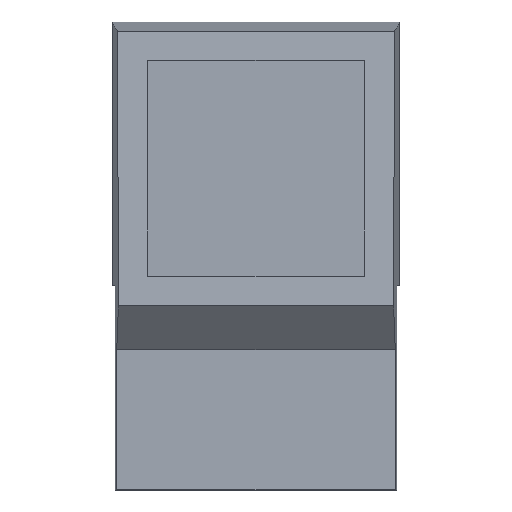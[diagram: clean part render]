
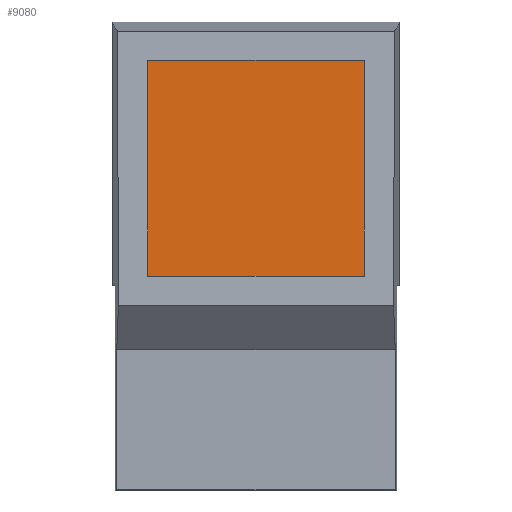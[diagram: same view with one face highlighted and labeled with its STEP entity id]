
A CAD part, top view. The second image highlights one B-rep face of the part: STEP entity #9080.
In plain terms, the highlighted planar face has unit normal (0, 0, 1).
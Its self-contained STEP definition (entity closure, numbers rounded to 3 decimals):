
#7820=CARTESIAN_POINT('',(-45.563,-41.,5.));
#7830=VERTEX_POINT('',#7820);
#7910=CARTESIAN_POINT('',(-45.563,44.,5.));
#7920=VERTEX_POINT('',#7910);
#7950=CARTESIAN_POINT('',(-45.563,0.,5.));
#7960=DIRECTION('',(0.,1.,-0.));
#7970=VECTOR('',#7960,1.);
#7980=LINE('',#7950,#7970);
#7990=EDGE_CURVE('',#7830,#7920,#7980,.T.);
#8090=CARTESIAN_POINT('',(0.,-41.,5.));
#8100=DIRECTION('',(1.,-0.,-0.));
#8110=VECTOR('',#8100,1.);
#8120=LINE('',#8090,#8110);
#8130=CARTESIAN_POINT('',(45.563,-41.,5.));
#8140=VERTEX_POINT('',#8130);
#8150=EDGE_CURVE('',#7830,#8140,#8120,.T.);
#8370=CARTESIAN_POINT('',(45.563,44.,5.));
#8380=VERTEX_POINT('',#8370);
#8410=CARTESIAN_POINT('',(43.,44.,5.));
#8420=DIRECTION('',(0.,0.,-1.));
#8430=DIRECTION('',(0.,1.,0.));
#8440=AXIS2_PLACEMENT_3D('',#8410,#8420,#8430);
#8450=CIRCLE('',#8440,2.563);
#8460=CARTESIAN_POINT('',(43.,46.563,5.));
#8470=VERTEX_POINT('',#8460);
#8480=EDGE_CURVE('',#8470,#8380,#8450,.T.);
#8660=CARTESIAN_POINT('',(-43.,46.563,5.));
#8670=DIRECTION('',(1.,0.,0.));
#8680=VECTOR('',#8670,86.);
#8690=LINE('',#8660,#8680);
#8700=CARTESIAN_POINT('',(-43.,46.563,5.));
#8710=VERTEX_POINT('',#8700);
#8720=EDGE_CURVE('',#8710,#8470,#8690,.T.);
#8840=CARTESIAN_POINT('',(0.,0.,5.));
#8850=DIRECTION('',(0.,0.,1.));
#8860=DIRECTION('',(1.,0.,0.));
#8870=AXIS2_PLACEMENT_3D('',#8840,#8850,#8860);
#8880=PLANE('',#8870);
#8890=CARTESIAN_POINT('',(45.563,0.,5.));
#8900=DIRECTION('',(0.,-1.,0.));
#8910=VECTOR('',#8900,1.);
#8920=LINE('',#8890,#8910);
#8930=EDGE_CURVE('',#8380,#8140,#8920,.T.);
#8940=ORIENTED_EDGE('',*,*,#8930,.F.);
#8950=ORIENTED_EDGE('',*,*,#8150,.T.);
#8960=ORIENTED_EDGE('',*,*,#7990,.F.);
#8970=CARTESIAN_POINT('',(-43.,44.,5.));
#8980=DIRECTION('',(0.,0.,-1.));
#8990=DIRECTION('',(-1.,0.,0.));
#9000=AXIS2_PLACEMENT_3D('',#8970,#8980,#8990);
#9010=CIRCLE('',#9000,2.563);
#9020=EDGE_CURVE('',#7920,#8710,#9010,.T.);
#9030=ORIENTED_EDGE('',*,*,#9020,.F.);
#9040=ORIENTED_EDGE('',*,*,#8720,.F.);
#9050=ORIENTED_EDGE('',*,*,#8480,.F.);
#9060=EDGE_LOOP('',(#9050,#9040,#9030,#8960,#8950,#8940));
#9070=FACE_OUTER_BOUND('',#9060,.T.);
#9080=ADVANCED_FACE('',(#9070),#8880,.T.);
